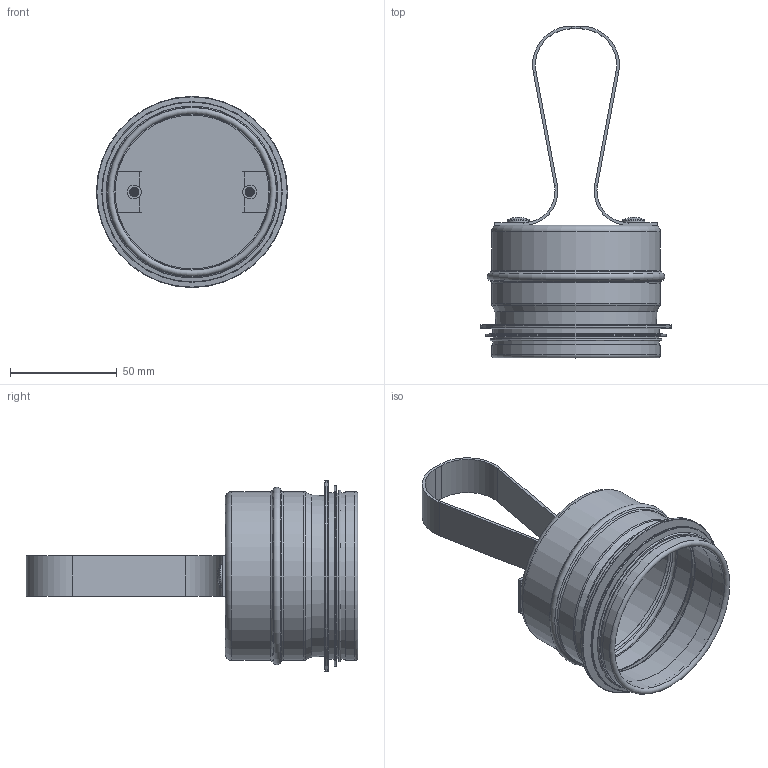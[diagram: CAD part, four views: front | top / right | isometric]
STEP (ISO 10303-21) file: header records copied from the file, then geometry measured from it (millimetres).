
FILE_DESCRIPTION((''),'2;1');
FILE_NAME('HÄLH-80.stp','2014-02-21T13:10:32',(''),(''),'Autodesk Inventor 2013','Autodesk Inventor 2013','');
FILE_SCHEMA(('AUTOMOTIVE_DESIGN { 1 2 10303 214 0 1 1 1 }'));
Length unit declared in the file: millimetre
Products named in the file (6): HÄLH-80; HÄL-80; HälRörämne-80; 999002; Syntetband-02; 999640
Assembly tree (6 placements, depth 3):
  HÄLH-80
    HÄL-80
      HälRörämne-80
      999002
    Syntetband-02
    999640  x2
Bounding box: 89.45 x 155.3 x 89.45 mm (x, y, z)
Volume: 26029.9 mm3; surface area: 67198.7 mm2
Topology: 5 solids, 5 shells, 144 faces, 317 edges, 187 vertices
Faces by surface type: plane 72, cylinder 28, torus 22, cone 12, bspline 10
Full cylindrical faces by diameter (mm): 6.5 x2, 10.5 x2, 73.25 x1, 74.25 x1, 75.45 x1, 78.05 x6, 79.05 x3, 84.45 x1, 89.45 x1
Entity records: 4013 total; most frequent: CARTESIAN_POINT 1450, DIRECTION 500, ORIENTED_EDGE 404, AXIS2_PLACEMENT_3D 202, EDGE_CURVE 202, EDGE_LOOP 175, VERTEX_POINT 143, FACE_OUTER_BOUND 118
